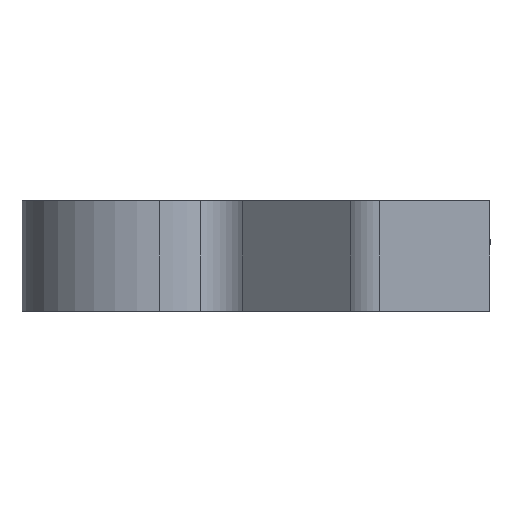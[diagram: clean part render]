
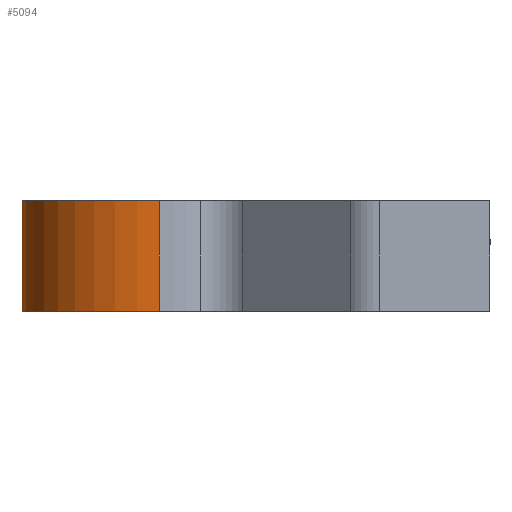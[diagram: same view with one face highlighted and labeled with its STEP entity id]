
A CAD part, left-side view. The second image highlights one B-rep face of the part: STEP entity #5094.
In plain terms, the highlighted cylindrical face has radius 10 mm (diameter 20 mm), a partial arc.
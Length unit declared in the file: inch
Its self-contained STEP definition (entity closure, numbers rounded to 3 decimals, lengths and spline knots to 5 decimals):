
#361 = CARTESIAN_POINT ( 'NONE',  ( -0.3937, 0., 0.31496 ) ) ;
#439 = DIRECTION ( 'NONE',  ( 0., 0., -1. ) ) ;
#732 = CARTESIAN_POINT ( 'NONE',  ( 0.27759, 0.27919, 0.13926 ) ) ;
#918 = CARTESIAN_POINT ( 'NONE',  ( 0.29325, 0.26276, 0.22441 ) ) ;
#1110 = VERTEX_POINT ( 'NONE', #15131 ) ;
#1779 = EDGE_CURVE ( 'NONE', #11999, #9337, #12476, .T. ) ;
#2205 = CARTESIAN_POINT ( 'NONE',  ( 0.30139, 0.25338, 0.2378 ) ) ;
#2277 = AXIS2_PLACEMENT_3D ( 'NONE', #6981, #7178, #4150 ) ;
#2443 = CARTESIAN_POINT ( 'NONE',  ( 0.28101, 0.27575, 0.12164 ) ) ;
#2596 = ORIENTED_EDGE ( 'NONE', *, *, #18945, .T. ) ;
#2699 = DIRECTION ( 'NONE',  ( 0., 0., -1. ) ) ;
#3473 = LINE ( 'NONE', #17379, #10349 ) ;
#3678 = CARTESIAN_POINT ( 'NONE',  ( 0.28348, 0.27324, 0.11336 ) ) ;
#3867 = DIRECTION ( 'NONE',  ( 1., 0., 0. ) ) ;
#4150 = DIRECTION ( 'NONE',  ( 1., 0., 0. ) ) ;
#4807 = CIRCLE ( 'NONE', #16822, 0.3937 ) ;
#5094 = ADVANCED_FACE ( 'NONE', ( #17699 ), #16781, .T. ) ;
#5233 = CARTESIAN_POINT ( 'NONE',  ( 0.30578, 0.24811, 0.24377 ) ) ;
#5648 = EDGE_CURVE ( 'NONE', #14057, #1110, #3473, .T. ) ;
#6126 = CARTESIAN_POINT ( 'NONE',  ( -0.3937, 0., 0. ) ) ;
#6163 = ORIENTED_EDGE ( 'NONE', *, *, #13085, .T. ) ;
#6285 = DIRECTION ( 'NONE',  ( -1., 0., 0. ) ) ;
#6479 = CARTESIAN_POINT ( 'NONE',  ( 0.31033, 0.24228, 0. ) ) ;
#6646 = CARTESIAN_POINT ( 'NONE',  ( 0.28091, 0.27585, 0.19289 ) ) ;
#6981 = CARTESIAN_POINT ( 'NONE',  ( 0., 0., 0.31496 ) ) ;
#7178 = DIRECTION ( 'NONE',  ( 0., 0., 1. ) ) ;
#7666 = AXIS2_PLACEMENT_3D ( 'NONE', #16645, #439, #6285 ) ;
#7923 = ORIENTED_EDGE ( 'NONE', *, *, #18901, .F. ) ;
#8133 = CARTESIAN_POINT ( 'NONE',  ( 0.31033, 0.24228, 0.06582 ) ) ;
#8317 = CARTESIAN_POINT ( 'NONE',  ( 0., 0., 0. ) ) ;
#8319 = CARTESIAN_POINT ( 'NONE',  ( 0.28959, 0.26676, 0.21713 ) ) ;
#9337 = VERTEX_POINT ( 'NONE', #6126 ) ;
#9355 = EDGE_LOOP ( 'NONE', ( #14874, #7923, #12312, #15539, #2596, #6163 ) ) ;
#9593 = CARTESIAN_POINT ( 'NONE',  ( 0.28341, 0.27331, 0.20139 ) ) ;
#10081 = B_SPLINE_CURVE_WITH_KNOTS ( 'NONE', 3,
 ( #8133, #14018, #18308, #15602, #16875, #3678, #2443, #732, #12662, #15536, #11124, #6646, #9593, #8319, #918, #2205, #5233, #11001 ),
 .UNSPECIFIED., .F., .F.,
 ( 4, 2, 2, 2, 2, 2, 2, 2, 4 ),
 ( 0., 0.00069, 0.00137, 0.00206, 0.00275, 0.00344, 0.00412, 0.00481, 0.0055 ),
 .UNSPECIFIED. ) ;
#10229 = LINE ( 'NONE', #11464, #14595 ) ;
#10349 = VECTOR ( 'NONE', #2699, 39.37008 ) ;
#10561 = VERTEX_POINT ( 'NONE', #6479 ) ;
#10801 = EDGE_CURVE ( 'NONE', #14302, #1110, #10081, .T. ) ;
#11001 = CARTESIAN_POINT ( 'NONE',  ( 0.31033, 0.24228, 0.24914 ) ) ;
#11124 = CARTESIAN_POINT ( 'NONE',  ( 0.27757, 0.27922, 0.17546 ) ) ;
#11464 = CARTESIAN_POINT ( 'NONE',  ( 0.31033, 0.24228, 0.31496 ) ) ;
#11999 = VERTEX_POINT ( 'NONE', #361 ) ;
#12312 = ORIENTED_EDGE ( 'NONE', *, *, #5648, .T. ) ;
#12476 = LINE ( 'NONE', #17756, #15659 ) ;
#12662 = CARTESIAN_POINT ( 'NONE',  ( 0.27672, 0.28005, 0.14823 ) ) ;
#13085 = EDGE_CURVE ( 'NONE', #10561, #9337, #4807, .T. ) ;
#13152 = CARTESIAN_POINT ( 'NONE',  ( 0.31033, 0.24228, 0.06582 ) ) ;
#13608 = CARTESIAN_POINT ( 'NONE',  ( 0.31033, 0.24228, 0.31496 ) ) ;
#14018 = CARTESIAN_POINT ( 'NONE',  ( 0.30578, 0.2481, 0.07118 ) ) ;
#14057 = VERTEX_POINT ( 'NONE', #13608 ) ;
#14302 = VERTEX_POINT ( 'NONE', #13152 ) ;
#14595 = VECTOR ( 'NONE', #18655, 39.37008 ) ;
#14874 = ORIENTED_EDGE ( 'NONE', *, *, #1779, .F. ) ;
#15131 = CARTESIAN_POINT ( 'NONE',  ( 0.31033, 0.24228, 0.24914 ) ) ;
#15466 = DIRECTION ( 'NONE',  ( 0., 0., 1. ) ) ;
#15536 = CARTESIAN_POINT ( 'NONE',  ( 0.27669, 0.28008, 0.16629 ) ) ;
#15539 = ORIENTED_EDGE ( 'NONE', *, *, #10801, .F. ) ;
#15602 = CARTESIAN_POINT ( 'NONE',  ( 0.29337, 0.26263, 0.09035 ) ) ;
#15659 = VECTOR ( 'NONE', #17823, 39.37008 ) ;
#15954 = CIRCLE ( 'NONE', #2277, 0.3937 ) ;
#16645 = CARTESIAN_POINT ( 'NONE',  ( 0., 0., 0.31496 ) ) ;
#16781 = CYLINDRICAL_SURFACE ( 'NONE', #7666, 0.3937 ) ;
#16822 = AXIS2_PLACEMENT_3D ( 'NONE', #8317, #15466, #3867 ) ;
#16875 = CARTESIAN_POINT ( 'NONE',  ( 0.28963, 0.26671, 0.09774 ) ) ;
#17379 = CARTESIAN_POINT ( 'NONE',  ( 0.31033, 0.24228, 0.31496 ) ) ;
#17699 = FACE_OUTER_BOUND ( 'NONE', #9355, .T. ) ;
#17756 = CARTESIAN_POINT ( 'NONE',  ( -0.3937, 0., 0.31496 ) ) ;
#17823 = DIRECTION ( 'NONE',  ( 0., 0., -1. ) ) ;
#18308 = CARTESIAN_POINT ( 'NONE',  ( 0.30143, 0.25334, 0.07712 ) ) ;
#18655 = DIRECTION ( 'NONE',  ( 0., 0., -1. ) ) ;
#18901 = EDGE_CURVE ( 'NONE', #14057, #11999, #15954, .T. ) ;
#18945 = EDGE_CURVE ( 'NONE', #14302, #10561, #10229, .T. ) ;
